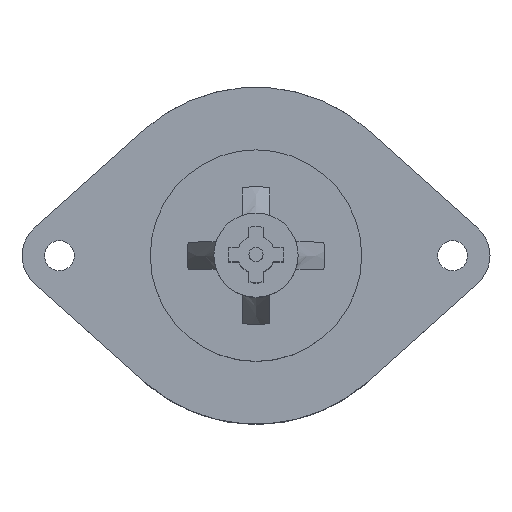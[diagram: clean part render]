
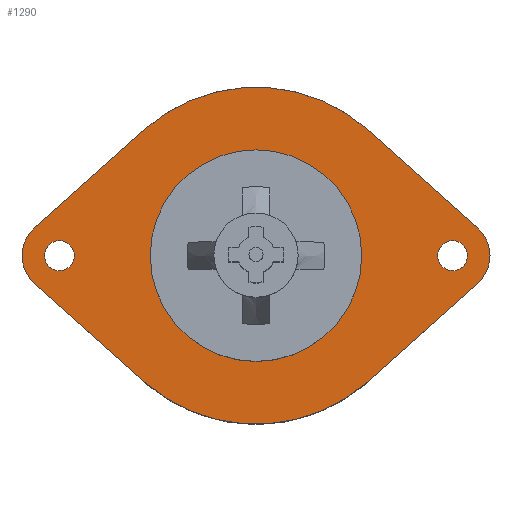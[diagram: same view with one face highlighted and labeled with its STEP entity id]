
A CAD part, top view. The second image highlights one B-rep face of the part: STEP entity #1290.
In plain terms, the highlighted planar face has unit normal (0, 0, 1).
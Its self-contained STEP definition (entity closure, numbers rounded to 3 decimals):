
#93=CARTESIAN_POINT('',(-21.,0.,9.75));
#94=DIRECTION('',(0.,0.,-1.));
#95=DIRECTION('',(1.,0.,0.));
#96=AXIS2_PLACEMENT_3D('',#93,#94,#95);
#98=CARTESIAN_POINT('',(-21.,0.,9.75));
#99=DIRECTION('',(0.,0.,-1.));
#100=DIRECTION('',(-1.,0.,0.));
#101=AXIS2_PLACEMENT_3D('',#98,#99,#100);
#103=CARTESIAN_POINT('',(21.,0.,9.75));
#104=DIRECTION('',(0.,0.,-1.));
#105=DIRECTION('',(1.,0.,0.));
#106=AXIS2_PLACEMENT_3D('',#103,#104,#105);
#108=CARTESIAN_POINT('',(21.,0.,9.75));
#109=DIRECTION('',(0.,0.,-1.));
#110=DIRECTION('',(-1.,0.,0.));
#111=AXIS2_PLACEMENT_3D('',#108,#109,#110);
#113=CARTESIAN_POINT('',(-21.,0.,9.75));
#114=DIRECTION('',(0.,0.,1.));
#115=DIRECTION('',(-0.667,0.745,0.));
#116=AXIS2_PLACEMENT_3D('',#113,#114,#115);
#118=DIRECTION('',(-0.745,-0.667,0.));
#119=VECTOR('',#118,15.652);
#120=CARTESIAN_POINT('',(-12.,13.416,9.75));
#121=LINE('',#120,#119);
#122=CARTESIAN_POINT('',(0.,0.,9.75));
#123=DIRECTION('',(0.,0.,1.));
#124=DIRECTION('',(0.667,0.745,0.));
#125=AXIS2_PLACEMENT_3D('',#122,#123,#124);
#127=DIRECTION('',(-0.745,0.667,0.));
#128=VECTOR('',#127,15.652);
#129=CARTESIAN_POINT('',(23.667,2.981,9.75));
#130=LINE('',#129,#128);
#131=CARTESIAN_POINT('',(21.,0.,9.75));
#132=DIRECTION('',(0.,0.,1.));
#133=DIRECTION('',(0.667,-0.745,0.));
#134=AXIS2_PLACEMENT_3D('',#131,#132,#133);
#136=DIRECTION('',(0.745,0.667,0.));
#137=VECTOR('',#136,15.652);
#138=CARTESIAN_POINT('',(12.,-13.416,9.75));
#139=LINE('',#138,#137);
#140=CARTESIAN_POINT('',(0.,0.,9.75));
#141=DIRECTION('',(0.,0.,1.));
#142=DIRECTION('',(-0.667,-0.745,0.));
#143=AXIS2_PLACEMENT_3D('',#140,#141,#142);
#145=DIRECTION('',(0.745,-0.667,0.));
#146=VECTOR('',#145,15.652);
#147=CARTESIAN_POINT('',(-23.667,-2.981,9.75));
#148=LINE('',#147,#146);
#199=CARTESIAN_POINT('',(0.,0.,9.75));
#200=DIRECTION('',(0.,0.,1.));
#201=DIRECTION('',(1.,0.,0.));
#202=AXIS2_PLACEMENT_3D('',#199,#200,#201);
#208=CARTESIAN_POINT('',(0.,0.,9.75));
#209=DIRECTION('',(0.,0.,1.));
#210=DIRECTION('',(-1.,0.,0.));
#211=AXIS2_PLACEMENT_3D('',#208,#209,#210);
#913=CARTESIAN_POINT('',(-19.4,0.,9.75));
#914=CARTESIAN_POINT('',(-22.6,0.,9.75));
#915=VERTEX_POINT('',#913);
#916=VERTEX_POINT('',#914);
#917=CARTESIAN_POINT('',(22.6,0.,9.75));
#918=CARTESIAN_POINT('',(19.4,0.,9.75));
#919=VERTEX_POINT('',#917);
#920=VERTEX_POINT('',#918);
#921=CARTESIAN_POINT('',(-23.667,2.981,9.75));
#922=CARTESIAN_POINT('',(-23.667,-2.981,9.75));
#923=VERTEX_POINT('',#921);
#924=VERTEX_POINT('',#922);
#925=CARTESIAN_POINT('',(-12.,-13.416,9.75));
#926=VERTEX_POINT('',#925);
#927=CARTESIAN_POINT('',(12.,-13.416,9.75));
#928=VERTEX_POINT('',#927);
#929=CARTESIAN_POINT('',(23.667,-2.981,9.75));
#930=VERTEX_POINT('',#929);
#931=CARTESIAN_POINT('',(23.667,2.981,9.75));
#932=VERTEX_POINT('',#931);
#933=CARTESIAN_POINT('',(12.,13.416,9.75));
#934=VERTEX_POINT('',#933);
#935=CARTESIAN_POINT('',(-12.,13.416,9.75));
#936=VERTEX_POINT('',#935);
#965=CARTESIAN_POINT('',(11.3,0.,9.75));
#966=CARTESIAN_POINT('',(-11.3,0.,9.75));
#967=VERTEX_POINT('',#965);
#968=VERTEX_POINT('',#966);
#1252=CARTESIAN_POINT('',(0.,0.,9.75));
#1253=DIRECTION('',(0.,0.,1.));
#1254=DIRECTION('',(1.,0.,0.));
#1255=AXIS2_PLACEMENT_3D('',#1252,#1253,#1254);
#1256=PLANE('',#1255);
#1258=ORIENTED_EDGE('',*,*,#1257,.F.);
#1260=ORIENTED_EDGE('',*,*,#1259,.F.);
#1261=ORIENTED_EDGE('',*,*,#1164,.F.);
#1263=ORIENTED_EDGE('',*,*,#1262,.F.);
#1265=ORIENTED_EDGE('',*,*,#1264,.F.);
#1267=ORIENTED_EDGE('',*,*,#1266,.F.);
#1269=ORIENTED_EDGE('',*,*,#1268,.F.);
#1271=ORIENTED_EDGE('',*,*,#1270,.F.);
#1272=EDGE_LOOP('',(#1258,#1260,#1261,#1263,#1265,#1267,#1269,#1271));
#1273=FACE_OUTER_BOUND('',#1272,.F.);
#1275=ORIENTED_EDGE('',*,*,#1274,.F.);
#1277=ORIENTED_EDGE('',*,*,#1276,.F.);
#1278=EDGE_LOOP('',(#1275,#1277));
#1279=FACE_BOUND('',#1278,.F.);
#1280=ORIENTED_EDGE('',*,*,#1232,.F.);
#1281=ORIENTED_EDGE('',*,*,#1246,.F.);
#1282=EDGE_LOOP('',(#1280,#1281));
#1283=FACE_BOUND('',#1282,.F.);
#1285=ORIENTED_EDGE('',*,*,#1284,.T.);
#1287=ORIENTED_EDGE('',*,*,#1286,.T.);
#1288=EDGE_LOOP('',(#1285,#1287));
#1289=FACE_BOUND('',#1288,.F.);
#1290=ADVANCED_FACE('',(#1273,#1279,#1283,#1289),#1256,.T.);
#97=CIRCLE('',#96,1.6);
#102=CIRCLE('',#101,1.6);
#107=CIRCLE('',#106,1.6);
#112=CIRCLE('',#111,1.6);
#117=CIRCLE('',#116,4.);
#126=CIRCLE('',#125,18.);
#135=CIRCLE('',#134,4.);
#144=CIRCLE('',#143,18.);
#203=CIRCLE('',#202,11.3);
#212=CIRCLE('',#211,11.3);
#1164=EDGE_CURVE('',#934,#936,#126,.T.);
#1232=EDGE_CURVE('',#915,#916,#97,.T.);
#1246=EDGE_CURVE('',#916,#915,#102,.T.);
#1257=EDGE_CURVE('',#923,#924,#117,.T.);
#1259=EDGE_CURVE('',#936,#923,#121,.T.);
#1262=EDGE_CURVE('',#932,#934,#130,.T.);
#1264=EDGE_CURVE('',#930,#932,#135,.T.);
#1266=EDGE_CURVE('',#928,#930,#139,.T.);
#1268=EDGE_CURVE('',#926,#928,#144,.T.);
#1270=EDGE_CURVE('',#924,#926,#148,.T.);
#1274=EDGE_CURVE('',#919,#920,#107,.T.);
#1276=EDGE_CURVE('',#920,#919,#112,.T.);
#1284=EDGE_CURVE('',#967,#968,#203,.T.);
#1286=EDGE_CURVE('',#968,#967,#212,.T.);
